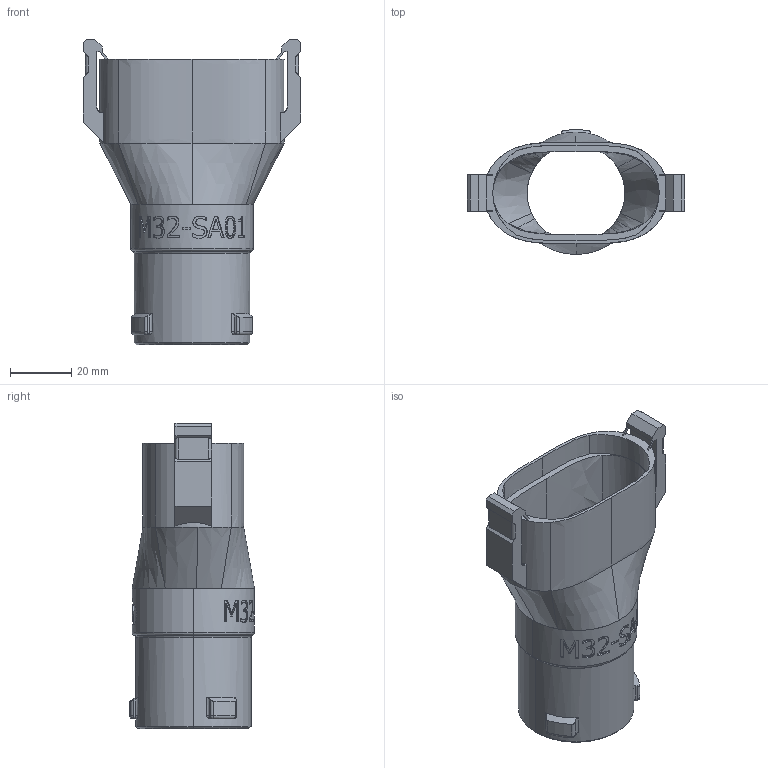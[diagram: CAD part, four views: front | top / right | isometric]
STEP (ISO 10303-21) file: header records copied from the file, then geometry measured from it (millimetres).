
FILE_DESCRIPTION(('CATIA V6 STEP','CAx-IF Rec.Pracs.--- Model Styling and Organization---1.5--- 2016-08-15','CAx-IF Rec.Pracs.---Supplemental Geometry---1.0---2011-11-01','CAx-IF Rec.Pracs.--- Composite Materials ---1.1---2010-07-15'),'2;1');
FILE_NAME('MaleBajonett_Adapter_Set_19052020 A.1.stp','2020-08-25T18:41:55+00:00',('none'),('none'),'3DEXPERIENCE Platform3DEXPERIENCE R2021x HotFix 1.5','3DEXPERIENCE Platform STEP AP214 v2','none');
FILE_SCHEMA(('AUTOMOTIVE_DESIGN { 1 0 10303 214 1 1 1 1 }'));
Length unit declared in the file: millimetre
Products named in the file (1): MaleBajonett_Adapter_Set_19052020
Bounding box: 71.25 x 40.86 x 100 mm (x, y, z)
Volume: 39891.1 mm3; surface area: 28263 mm2
Topology: 3 solids, 3 shells, 359 faces, 1056 edges, 717 vertices
Faces by surface type: bspline 160, plane 108, cylinder 54, torus 13, extrusion 12, cone 6, sphere 6
Entity records: 13750 total; most frequent: CARTESIAN_POINT 6035, ORIENTED_EDGE 2112, EDGE_CURVE 1056, VERTEX_POINT 717, DIRECTION 712, B_SPLINE_CURVE_WITH_KNOTS 642, EDGE_LOOP 387, ADVANCED_FACE 359
